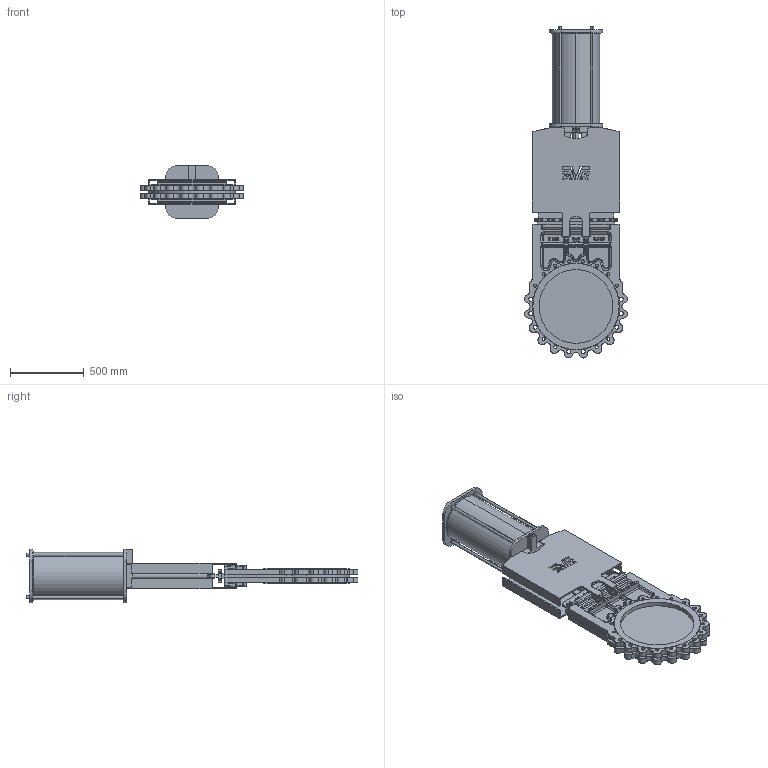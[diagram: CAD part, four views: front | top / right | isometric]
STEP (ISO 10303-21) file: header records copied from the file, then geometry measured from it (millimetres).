
FILE_DESCRIPTION (( 'STEP AP203' ), '1' );
FILE_NAME ('70250040034.STEP', '2017-03-17T11:43:43', ( '' ), ( '' ), 'SwSTEP 2.0', 'SolidWorks 2016', '' );
FILE_SCHEMA (( 'CONFIG_CONTROL_DESIGN' ));
Products named in the file (1): 70250040034
Bounding box: 698 x 2248.95 x 360 mm (x, y, z)
Volume: 97349338.5 mm3; surface area: 4908778.2 mm2
Topology: 1 solids, 1 shells, 1837 faces, 4929 edges, 3101 vertices
Faces by surface type: cylinder 805, plane 663, bspline 174, torus 132, sphere 58, cone 5
Entity records: 69745 total; most frequent: CARTESIAN_POINT 23806, ORIENTED_EDGE 9722, DIRECTION 9540, EDGE_CURVE 4861, AXIS2_PLACEMENT_3D 3431, VERTEX_POINT 3101, LINE 2678, VECTOR 2678
